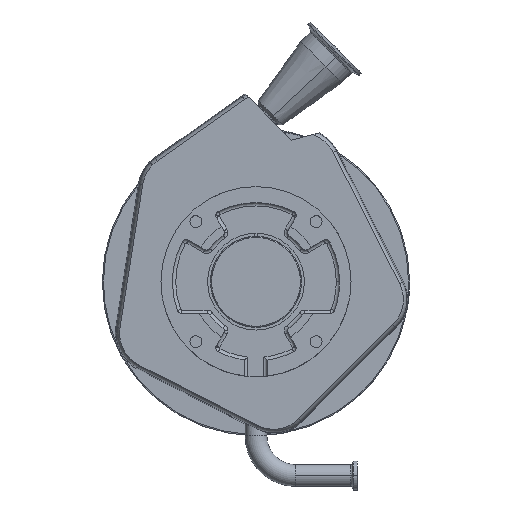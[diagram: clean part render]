
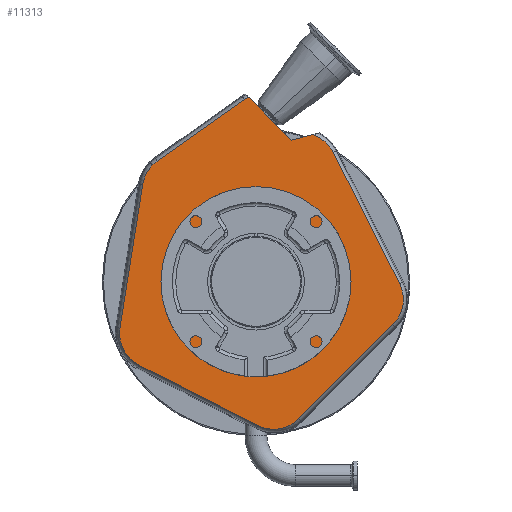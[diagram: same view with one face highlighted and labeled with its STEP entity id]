
A CAD part, top view. The second image highlights one B-rep face of the part: STEP entity #11313.
In plain terms, the highlighted planar face has unit normal (0, 0, 1).
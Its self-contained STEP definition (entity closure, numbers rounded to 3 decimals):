
#57 = CARTESIAN_POINT ( 'NONE',  ( -119.44, -40.293, -141.5 ) ) ;
#104 = ORIENTED_EDGE ( 'NONE', *, *, #13027, .F. ) ;
#193 = ORIENTED_EDGE ( 'NONE', *, *, #1022, .F. ) ;
#252 = DIRECTION ( 'NONE',  ( -0.966, -0.259, 0. ) ) ;
#364 = ORIENTED_EDGE ( 'NONE', *, *, #1522, .F. ) ;
#397 = VERTEX_POINT ( 'NONE', #2687 ) ;
#427 = ORIENTED_EDGE ( 'NONE', *, *, #13234, .F. ) ;
#501 = CARTESIAN_POINT ( 'NONE',  ( 123.744, 123.744, -141.5 ) ) ;
#578 = CARTESIAN_POINT ( 'NONE',  ( -102.806, -72.944, -141.5 ) ) ;
#710 = CARTESIAN_POINT ( 'NONE',  ( -38.891, 38.891, -141.5 ) ) ;
#793 = CIRCLE ( 'NONE', #4125, 31.169 ) ;
#807 = DIRECTION ( 'NONE',  ( -0.707, 0.707, 0. ) ) ;
#1022 = EDGE_CURVE ( 'NONE', #13388, #5617, #12087, .T. ) ;
#1214 = CARTESIAN_POINT ( 'NONE',  ( 120.315, -37.605, -141.5 ) ) ;
#1458 = LINE ( 'NONE', #8173, #6948 ) ;
#1522 = EDGE_CURVE ( 'NONE', #12637, #2531, #12502, .T. ) ;
#1632 = DIRECTION ( 'NONE',  ( 0., 0., 1. ) ) ;
#1846 = DIRECTION ( 'NONE',  ( -0.891, 0.454, 0. ) ) ;
#1902 = EDGE_CURVE ( 'NONE', #9940, #4196, #9393, .T. ) ;
#2014 = AXIS2_PLACEMENT_3D ( 'NONE', #2979, #9837, #807 ) ;
#2155 = CARTESIAN_POINT ( 'NONE',  ( -102.806, -72.944, -141.5 ) ) ;
#2169 = VERTEX_POINT ( 'NONE', #710 ) ;
#2205 = AXIS2_PLACEMENT_3D ( 'NONE', #6033, #12011, #8329 ) ;
#2521 = CARTESIAN_POINT ( 'NONE',  ( 15.565, -98.275, -141.5 ) ) ;
#2531 = VERTEX_POINT ( 'NONE', #7637 ) ;
#2675 = FACE_OUTER_BOUND ( 'NONE', #10483, .T. ) ;
#2687 = CARTESIAN_POINT ( 'NONE',  ( 31.113, 124.451, -141.5 ) ) ;
#2695 = CIRCLE ( 'NONE', #14168, 55. ) ;
#2833 = CARTESIAN_POINT ( 'NONE',  ( -159.395, 54.659, -141.5 ) ) ;
#2979 = CARTESIAN_POINT ( 'NONE',  ( 139.999, 339.783, -141.5 ) ) ;
#2981 = DIRECTION ( 'NONE',  ( 0.45, -0.893, 0. ) ) ;
#3064 = CARTESIAN_POINT ( 'NONE',  ( 1.415, -126.047, -141.5 ) ) ;
#3160 = EDGE_CURVE ( 'NONE', #5779, #12959, #5504, .T. ) ;
#3332 = ORIENTED_EDGE ( 'NONE', *, *, #6799, .F. ) ;
#3549 = CARTESIAN_POINT ( 'NONE',  ( -88.655, -45.172, -141.5 ) ) ;
#3607 = DIRECTION ( 'NONE',  ( 0., 0., 1. ) ) ;
#3736 = VERTEX_POINT ( 'NONE', #6318 ) ;
#3773 = CARTESIAN_POINT ( 'NONE',  ( 0., 0., -141.5 ) ) ;
#3811 = DIRECTION ( 'NONE',  ( 0., 0., -1. ) ) ;
#3846 = DIRECTION ( 'NONE',  ( 0., 0., -1. ) ) ;
#3862 = ORIENTED_EDGE ( 'NONE', *, *, #9682, .F. ) ;
#3937 = DIRECTION ( 'NONE',  ( 0.707, -0.707, 0. ) ) ;
#4034 = DIRECTION ( 'NONE',  ( 0.707, -0.707, 0. ) ) ;
#4111 = DIRECTION ( 'NONE',  ( -0.707, -0.707, 0. ) ) ;
#4125 = AXIS2_PLACEMENT_3D ( 'NONE', #7953, #3811, #14769 ) ;
#4176 = ORIENTED_EDGE ( 'NONE', *, *, #1902, .F. ) ;
#4196 = VERTEX_POINT ( 'NONE', #8138 ) ;
#4500 = CARTESIAN_POINT ( 'NONE',  ( 37.605, -120.315, -141.5 ) ) ;
#4507 = ORIENTED_EDGE ( 'NONE', *, *, #7452, .F. ) ;
#4562 = LINE ( 'NONE', #9129, #6187 ) ;
#5363 = ORIENTED_EDGE ( 'NONE', *, *, #6963, .F. ) ;
#5504 = LINE ( 'NONE', #11062, #7954 ) ;
#5617 = VERTEX_POINT ( 'NONE', #2155 ) ;
#5641 = CARTESIAN_POINT ( 'NONE',  ( 67.924, 113.783, -141.5 ) ) ;
#5649 = LINE ( 'NONE', #12546, #7156 ) ;
#5669 = ORIENTED_EDGE ( 'NONE', *, *, #12703, .F. ) ;
#5701 = DIRECTION ( 'NONE',  ( 0., 0., -1. ) ) ;
#5779 = VERTEX_POINT ( 'NONE', #57 ) ;
#6033 = CARTESIAN_POINT ( 'NONE',  ( 40.096, 99.742, -141.5 ) ) ;
#6099 = VERTEX_POINT ( 'NONE', #11933 ) ;
#6187 = VECTOR ( 'NONE', #12733, 1000. ) ;
#6318 = CARTESIAN_POINT ( 'NONE',  ( -90.741, 102.763, -141.5 ) ) ;
#6504 = VERTEX_POINT ( 'NONE', #1214 ) ;
#6580 = EDGE_CURVE ( 'NONE', #397, #2531, #4562, .T. ) ;
#6700 = CARTESIAN_POINT ( 'NONE',  ( -10.264, 160.332, -141.5 ) ) ;
#6770 = AXIS2_PLACEMENT_3D ( 'NONE', #13651, #5701, #11324 ) ;
#6799 = EDGE_CURVE ( 'NONE', #6504, #13214, #5649, .T. ) ;
#6913 = CARTESIAN_POINT ( 'NONE',  ( 49.83, 129.466, -141.5 ) ) ;
#6927 = DIRECTION ( 'NONE',  ( 0., 0., -1. ) ) ;
#6948 = VECTOR ( 'NONE', #252, 1000. ) ;
#6963 = EDGE_CURVE ( 'NONE', #13214, #13388, #10231, .T. ) ;
#7022 = EDGE_LOOP ( 'NONE', ( #4507, #104 ) ) ;
#7156 = VECTOR ( 'NONE', #4111, 1000. ) ;
#7183 = AXIS2_PLACEMENT_3D ( 'NONE', #10780, #3607, #9283 ) ;
#7364 = ORIENTED_EDGE ( 'NONE', *, *, #7480, .T. ) ;
#7452 = EDGE_CURVE ( 'NONE', #11999, #2169, #7887, .T. ) ;
#7480 = EDGE_CURVE ( 'NONE', #9940, #397, #1458, .T. ) ;
#7491 = DIRECTION ( 'NONE',  ( 0., 0., -1. ) ) ;
#7637 = CARTESIAN_POINT ( 'NONE',  ( -6.083, 161.646, -141.5 ) ) ;
#7887 = CIRCLE ( 'NONE', #7183, 55. ) ;
#7901 = ORIENTED_EDGE ( 'NONE', *, *, #12640, .F. ) ;
#7952 = EDGE_CURVE ( 'NONE', #4196, #12828, #9100, .T. ) ;
#7953 = CARTESIAN_POINT ( 'NONE',  ( 98.275, -15.565, -141.5 ) ) ;
#7954 = VECTOR ( 'NONE', #9099, 1000. ) ;
#8138 = CARTESIAN_POINT ( 'NONE',  ( 52.073, 128.519, -141.5 ) ) ;
#8173 = CARTESIAN_POINT ( 'NONE',  ( 117.362, 147.561, -141.5 ) ) ;
#8262 = DIRECTION ( 'NONE',  ( 0., 0., 1. ) ) ;
#8329 = DIRECTION ( 'NONE',  ( 0.707, -0.707, 0. ) ) ;
#8409 = VECTOR ( 'NONE', #2981, 1000. ) ;
#8996 = ORIENTED_EDGE ( 'NONE', *, *, #6580, .T. ) ;
#9099 = DIRECTION ( 'NONE',  ( 0.157, 0.988, 0. ) ) ;
#9100 = CIRCLE ( 'NONE', #2205, 31.169 ) ;
#9122 = AXIS2_PLACEMENT_3D ( 'NONE', #3549, #6927, #11626 ) ;
#9129 = CARTESIAN_POINT ( 'NONE',  ( 77.782, 77.782, -141.5 ) ) ;
#9133 = CARTESIAN_POINT ( 'NONE',  ( 126.103, -1.525, -141.5 ) ) ;
#9283 = DIRECTION ( 'NONE',  ( 0.707, -0.707, 0. ) ) ;
#9393 = CIRCLE ( 'NONE', #2014, 228.831 ) ;
#9533 = LINE ( 'NONE', #2833, #12230 ) ;
#9614 = AXIS2_PLACEMENT_3D ( 'NONE', #12116, #7491, #4034 ) ;
#9682 = EDGE_CURVE ( 'NONE', #3736, #6099, #13253, .T. ) ;
#9837 = DIRECTION ( 'NONE',  ( 0., 0., 1. ) ) ;
#9940 = VERTEX_POINT ( 'NONE', #6913 ) ;
#9977 = CARTESIAN_POINT ( 'NONE',  ( 100.078, 50.054, -141.5 ) ) ;
#10067 = AXIS2_PLACEMENT_3D ( 'NONE', #10964, #13291, #10128 ) ;
#10128 = DIRECTION ( 'NONE',  ( 0.707, -0.707, 0. ) ) ;
#10231 = CIRCLE ( 'NONE', #14805, 31.169 ) ;
#10326 = VERTEX_POINT ( 'NONE', #9133 ) ;
#10483 = EDGE_LOOP ( 'NONE', ( #4176, #7364, #8996, #364, #14756, #3862, #7901, #13227, #13614, #193, #5363, #3332, #427, #5669, #11818 ) ) ;
#10780 = CARTESIAN_POINT ( 'NONE',  ( 0., 0., -141.5 ) ) ;
#10964 = CARTESIAN_POINT ( 'NONE',  ( -68.701, 80.723, -141.5 ) ) ;
#11062 = CARTESIAN_POINT ( 'NONE',  ( -119.44, -40.293, -141.5 ) ) ;
#11173 = VECTOR ( 'NONE', #1846, 1000. ) ;
#11313 = ADVANCED_FACE ( 'NONE', ( #11861, #2675 ), #11794, .T. ) ;
#11324 = DIRECTION ( 'NONE',  ( 0.707, -0.707, 0. ) ) ;
#11458 = AXIS2_PLACEMENT_3D ( 'NONE', #501, #1632, #3937 ) ;
#11626 = DIRECTION ( 'NONE',  ( 0.707, -0.707, 0. ) ) ;
#11794 = PLANE ( 'NONE',  #11458 ) ;
#11818 = ORIENTED_EDGE ( 'NONE', *, *, #7952, .F. ) ;
#11852 = DIRECTION ( 'NONE',  ( 0.707, -0.707, 0. ) ) ;
#11861 = FACE_BOUND ( 'NONE', #7022, .T. ) ;
#11933 = CARTESIAN_POINT ( 'NONE',  ( -86.721, 106.155, -141.5 ) ) ;
#11999 = VERTEX_POINT ( 'NONE', #12570 ) ;
#12000 = CIRCLE ( 'NONE', #9122, 31.169 ) ;
#12010 = CARTESIAN_POINT ( 'NONE',  ( -99.486, 85.602, -141.5 ) ) ;
#12011 = DIRECTION ( 'NONE',  ( 0., 0., -1. ) ) ;
#12087 = LINE ( 'NONE', #578, #11173 ) ;
#12098 = LINE ( 'NONE', #9977, #8409 ) ;
#12116 = CARTESIAN_POINT ( 'NONE',  ( -6.135, 154.505, -141.5 ) ) ;
#12230 = VECTOR ( 'NONE', #14050, 1000. ) ;
#12460 = EDGE_CURVE ( 'NONE', #6099, #12637, #9533, .T. ) ;
#12502 = CIRCLE ( 'NONE', #9614, 7.141 ) ;
#12546 = CARTESIAN_POINT ( 'NONE',  ( 12.046, -145.874, -141.5 ) ) ;
#12570 = CARTESIAN_POINT ( 'NONE',  ( 38.891, -38.891, -141.5 ) ) ;
#12637 = VERTEX_POINT ( 'NONE', #6700 ) ;
#12640 = EDGE_CURVE ( 'NONE', #12959, #3736, #12714, .T. ) ;
#12703 = EDGE_CURVE ( 'NONE', #12828, #10326, #12098, .T. ) ;
#12714 = CIRCLE ( 'NONE', #10067, 31.169 ) ;
#12733 = DIRECTION ( 'NONE',  ( -0.707, 0.707, 0. ) ) ;
#12828 = VERTEX_POINT ( 'NONE', #5641 ) ;
#12894 = EDGE_CURVE ( 'NONE', #5617, #5779, #12000, .T. ) ;
#12959 = VERTEX_POINT ( 'NONE', #12010 ) ;
#13027 = EDGE_CURVE ( 'NONE', #2169, #11999, #2695, .T. ) ;
#13214 = VERTEX_POINT ( 'NONE', #4500 ) ;
#13227 = ORIENTED_EDGE ( 'NONE', *, *, #3160, .F. ) ;
#13234 = EDGE_CURVE ( 'NONE', #10326, #6504, #793, .T. ) ;
#13253 = CIRCLE ( 'NONE', #6770, 31.169 ) ;
#13291 = DIRECTION ( 'NONE',  ( 0., 0., -1. ) ) ;
#13388 = VERTEX_POINT ( 'NONE', #3064 ) ;
#13614 = ORIENTED_EDGE ( 'NONE', *, *, #12894, .F. ) ;
#13651 = CARTESIAN_POINT ( 'NONE',  ( -68.701, 80.723, -141.5 ) ) ;
#14050 = DIRECTION ( 'NONE',  ( 0.816, 0.578, 0. ) ) ;
#14168 = AXIS2_PLACEMENT_3D ( 'NONE', #3773, #8262, #14200 ) ;
#14200 = DIRECTION ( 'NONE',  ( 0.707, -0.707, 0. ) ) ;
#14756 = ORIENTED_EDGE ( 'NONE', *, *, #12460, .F. ) ;
#14769 = DIRECTION ( 'NONE',  ( 0.707, -0.707, 0. ) ) ;
#14805 = AXIS2_PLACEMENT_3D ( 'NONE', #2521, #3846, #11852 ) ;
